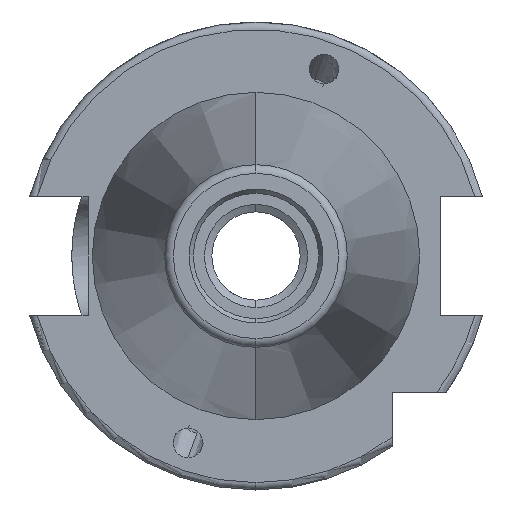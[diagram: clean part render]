
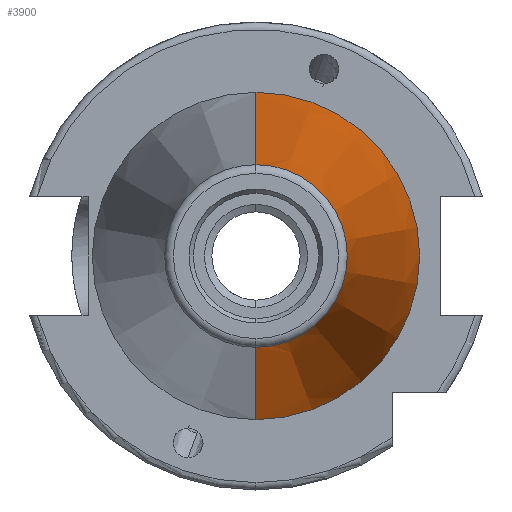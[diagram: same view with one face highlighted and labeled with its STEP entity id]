
A CAD part, left-side view. The second image highlights one B-rep face of the part: STEP entity #3900.
In plain terms, the highlighted conical face has half-angle 8.297 degrees and reference radius 22.225 mm.
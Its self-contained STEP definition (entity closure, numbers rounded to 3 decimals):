
#512 = LINE ( 'NONE', #518, #525 ) ;
#517 = DIRECTION ( 'NONE',  ( 0.99, 0., -0.144 ) ) ;
#518 = CARTESIAN_POINT ( 'NONE',  ( 0., 0., -22.225 ) ) ;
#525 = VECTOR ( 'NONE', #517, 1000. ) ;
#527 = DIRECTION ( 'NONE',  ( 0.99, 0., 0.144 ) ) ;
#547 = VECTOR ( 'NONE', #527, 1000. ) ;
#548 = CARTESIAN_POINT ( 'NONE',  ( 0., 0., 22.225 ) ) ;
#549 = LINE ( 'NONE', #548, #547 ) ;
#1681 = CARTESIAN_POINT ( 'NONE',  ( -67.373, 0., 12.4 ) ) ;
#1690 = DIRECTION ( 'NONE',  ( 0., 0., -1. ) ) ;
#1691 = DIRECTION ( 'NONE',  ( -1., 0., 0. ) ) ;
#1692 = CARTESIAN_POINT ( 'NONE',  ( -67.373, 0., 0. ) ) ;
#1693 = AXIS2_PLACEMENT_3D ( 'NONE', #1692, #1691, #1690 ) ;
#1694 = CIRCLE ( 'NONE', #1693, 12.4 ) ;
#1731 = CARTESIAN_POINT ( 'NONE',  ( -67.373, 0., -12.4 ) ) ;
#2575 = ORIENTED_EDGE ( 'NONE', *, *, #2604, .F. ) ;
#2596 = EDGE_CURVE ( 'NONE', #2850, #3842, #512, .T. ) ;
#2604 = EDGE_CURVE ( 'NONE', #2833, #3882, #549, .T. ) ;
#2609 = ORIENTED_EDGE ( 'NONE', *, *, #3834, .T. ) ;
#2800 = ORIENTED_EDGE ( 'NONE', *, *, #2596, .T. ) ;
#2801 = ORIENTED_EDGE ( 'NONE', *, *, #2815, .F. ) ;
#2815 = EDGE_CURVE ( 'NONE', #2850, #2833, #1694, .T. ) ;
#2833 = VERTEX_POINT ( 'NONE', #1681 ) ;
#2850 = VERTEX_POINT ( 'NONE', #1731 ) ;
#2972 = DIRECTION ( 'NONE',  ( -1., 0., 0. ) ) ;
#2973 = CARTESIAN_POINT ( 'NONE',  ( 0., 0., 0. ) ) ;
#3021 = DIRECTION ( 'NONE',  ( 0., 0., -1. ) ) ;
#3041 = AXIS2_PLACEMENT_3D ( 'NONE', #2973, #2972, #3021 ) ;
#3042 = CIRCLE ( 'NONE', #3041, 22.225 ) ;
#3063 = CARTESIAN_POINT ( 'NONE',  ( 0., 0., -22.225 ) ) ;
#3065 = FACE_OUTER_BOUND ( 'NONE', #3702, .T. ) ;
#3072 = CONICAL_SURFACE ( 'NONE', #3081, 22.225, 0.145 ) ;
#3076 = DIRECTION ( 'NONE',  ( 0., 0., 1. ) ) ;
#3078 = CARTESIAN_POINT ( 'NONE',  ( 0., 0., 22.225 ) ) ;
#3079 = DIRECTION ( 'NONE',  ( 1., 0., 0. ) ) ;
#3080 = CARTESIAN_POINT ( 'NONE',  ( 0., 0., 0. ) ) ;
#3081 = AXIS2_PLACEMENT_3D ( 'NONE', #3080, #3079, #3076 ) ;
#3702 = EDGE_LOOP ( 'NONE', ( #2801, #2800, #2609, #2575 ) ) ;
#3834 = EDGE_CURVE ( 'NONE', #3842, #3882, #3042, .T. ) ;
#3842 = VERTEX_POINT ( 'NONE', #3063 ) ;
#3882 = VERTEX_POINT ( 'NONE', #3078 ) ;
#3900 = ADVANCED_FACE ( 'NONE', ( #3065 ), #3072, .T. ) ;
